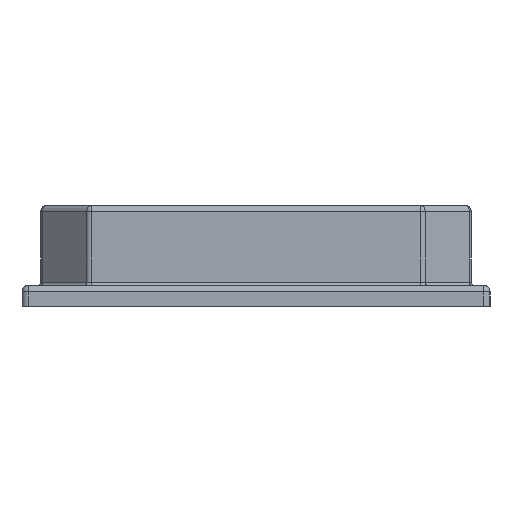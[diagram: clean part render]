
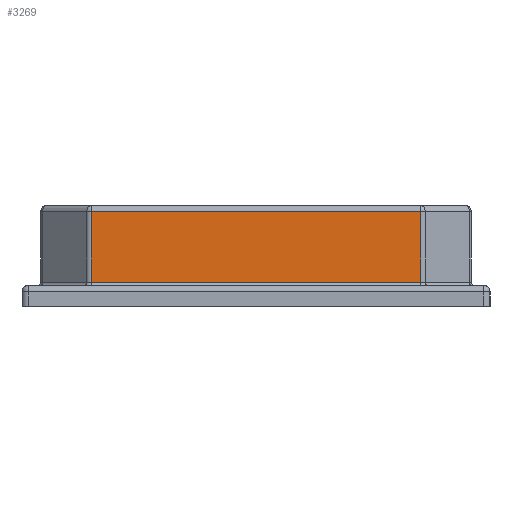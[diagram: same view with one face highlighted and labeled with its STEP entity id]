
A CAD part, left-side view. The second image highlights one B-rep face of the part: STEP entity #3269.
In plain terms, the highlighted planar face has unit normal (-1, 0, 0).
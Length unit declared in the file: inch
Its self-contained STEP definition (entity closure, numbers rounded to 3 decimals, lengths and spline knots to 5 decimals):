
#2169=CARTESIAN_POINT('Vertex',(-5.74875,3.08404,1.78)) ;
#2172=CARTESIAN_POINT('Line Origine',(-5.74875,0.,1.78)) ;
#2176=CARTESIAN_POINT('Vertex',(-5.74875,-3.08404,1.78)) ;
#3239=CARTESIAN_POINT('Axis2P3D Location',(-5.74875,3.13375,0.4)) ;
#3244=CARTESIAN_POINT('Line Origine',(-5.74875,-3.08404,1.12)) ;
#3248=CARTESIAN_POINT('Vertex',(-5.74875,-3.08404,0.46)) ;
#3251=CARTESIAN_POINT('Line Origine',(-5.74875,3.08404,1.12)) ;
#3255=CARTESIAN_POINT('Vertex',(-5.74875,3.08404,0.46)) ;
#3258=CARTESIAN_POINT('Line Origine',(-5.74875,0.,0.46)) ;
#2173=DIRECTION('Vector Direction',(0.,-0.039,0.)) ;
#3240=DIRECTION('Axis2P3D Direction',(-0.039,0.,0.)) ;
#3241=DIRECTION('Axis2P3D XDirection',(0.,-0.039,0.)) ;
#3245=DIRECTION('Vector Direction',(0.,0.,0.039)) ;
#3252=DIRECTION('Vector Direction',(0.,0.,0.039)) ;
#3259=DIRECTION('Vector Direction',(0.,-0.039,0.)) ;
#3242=AXIS2_PLACEMENT_3D('Plane Axis2P3D',#3239,#3240,#3241) ;
#2174=VECTOR('Line Direction',#2173,0.03937) ;
#3246=VECTOR('Line Direction',#3245,0.03937) ;
#3253=VECTOR('Line Direction',#3252,0.03937) ;
#3260=VECTOR('Line Direction',#3259,0.03937) ;
#2178=EDGE_CURVE('',#2170,#2177,#2175,.T.) ;
#3250=EDGE_CURVE('',#3249,#2177,#3247,.T.) ;
#3257=EDGE_CURVE('',#3256,#2170,#3254,.T.) ;
#3262=EDGE_CURVE('',#3249,#3256,#3261,.F.) ;
#3243=PLANE('',#3242) ;
#3264=ORIENTED_EDGE('',*,*,#3250,.T.) ;
#3265=ORIENTED_EDGE('',*,*,#2178,.F.) ;
#3266=ORIENTED_EDGE('',*,*,#3257,.F.) ;
#3267=ORIENTED_EDGE('',*,*,#3262,.F.) ;
#3269=ADVANCED_FACE('PartBody',(#3268),#3243,.T.) ;
#3263=EDGE_LOOP('',(#3264,#3265,#3266,#3267)) ;
#3268=FACE_OUTER_BOUND('',#3263,.T.) ;
#2175=LINE('Line',#2172,#2174) ;
#3247=LINE('Line',#3244,#3246) ;
#3254=LINE('Line',#3251,#3253) ;
#3261=LINE('Line',#3258,#3260) ;
#2170=VERTEX_POINT('',#2169) ;
#2177=VERTEX_POINT('',#2176) ;
#3249=VERTEX_POINT('',#3248) ;
#3256=VERTEX_POINT('',#3255) ;
